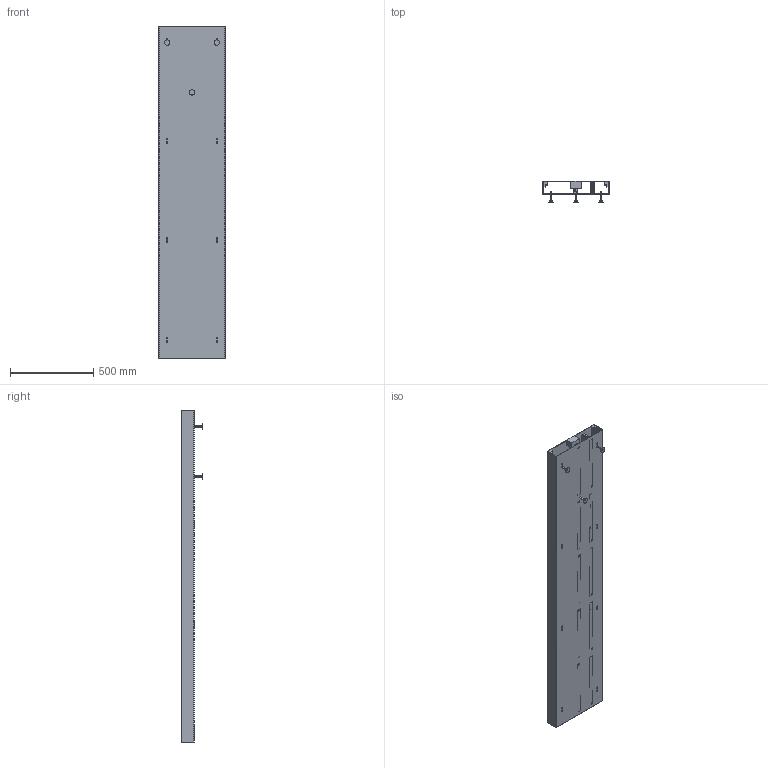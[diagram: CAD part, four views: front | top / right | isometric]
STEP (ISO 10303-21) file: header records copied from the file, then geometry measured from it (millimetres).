
FILE_DESCRIPTION((''),'2;1');
FILE_NAME('BKG4008011_BKG4002LA_ASM','2026-01-13T11:28:01',('goergem'),(''),'CREO PARAMETRIC BY PTC INC, 2025123','CREO PARAMETRIC BY PTC INC, 2025123','');
FILE_SCHEMA(('AUTOMOTIVE_DESIGN { 1 0 10303 214 1 1 1 1 }'));
Length unit declared in the file: millimetre
Products named in the file (20): T-01022_8; T-01024_8; T-01025_AF0_8; T-01026_ASM_8_ASM; T-01514_ASM_6_ASM; T-01531_ASM_8_ASM; 63488-M_8; 63489-M_ASM_3_ASM; 63403-M_8; 63487-M_ASM_3_ASM; 21045-M_8; 21042-M_8; 66107-M_ASM_8_ASM; BKG4008011_ASM_1_ASM; BKG4008011_BKG4002LA_ASM_1_ASM; T-01191_21; AUSLASS_4; BKG4002LA_ASM_12_ASM; BKG4002LA_1_ASM; BKG4008011_BKG4002LA_ASM
Assembly tree (31 placements, depth 6):
  BKG4008011_BKG4002LA_ASM
    BKG4008011_BKG4002LA_ASM_1_ASM
      BKG4008011_ASM_1_ASM
        T-01022_8
        T-01024_8  x2
        T-01514_ASM_6_ASM
          T-01026_ASM_8_ASM
            T-01025_AF0_8
        T-01531_ASM_8_ASM
          T-01026_ASM_8_ASM
            T-01025_AF0_8
        63489-M_ASM_3_ASM  x5
          63488-M_8
        63487-M_ASM_3_ASM  x5
          63403-M_8
        66107-M_ASM_8_ASM  x3
          21045-M_8
          21042-M_8
    BKG4002LA_1_ASM
      BKG4002LA_ASM_12_ASM
        T-01191_21
        AUSLASS_4
Bounding box: 400 x 128 x 2000 mm (x, y, z)
Volume: 10029483.9 mm3; surface area: 4317851.6 mm2
Topology: 23 solids, 109 shells, 620 faces, 5075 edges, 4686 vertices
Faces by surface type: plane 394, cylinder 120, torus 80, cone 26
Entity records: 35895 total; most frequent: CARTESIAN_POINT 6633, DIRECTION 3884, PRESENTATION_STYLE_ASSIGNMENT 1609, STYLED_ITEM 1603, CURVE_STYLE 1567, ORIENTED_EDGE 1422, AXIS2_PLACEMENT_3D 1374, POLYLINE 1358
